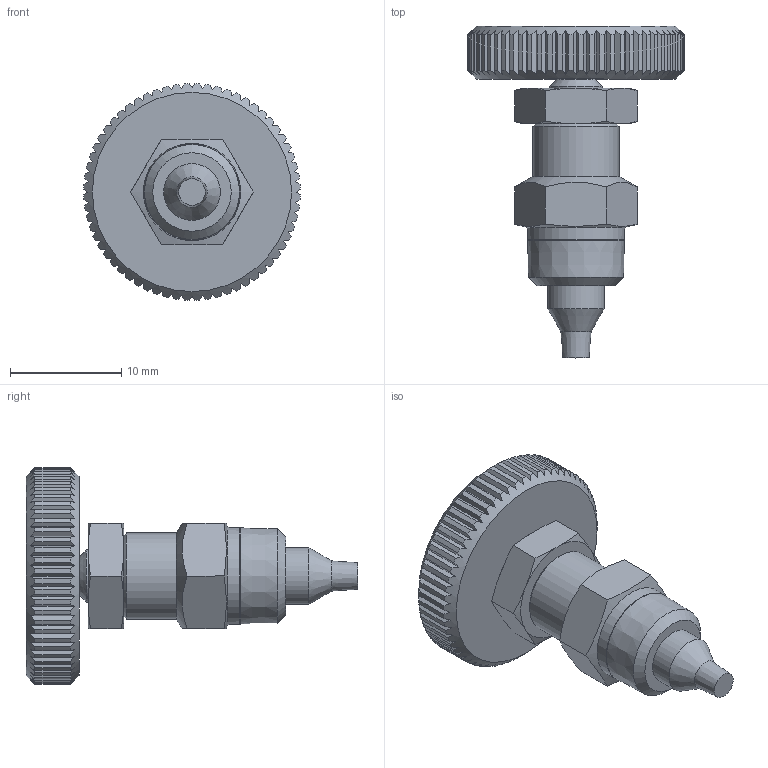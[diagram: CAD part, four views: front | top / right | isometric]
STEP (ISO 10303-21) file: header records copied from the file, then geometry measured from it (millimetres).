
FILE_DESCRIPTION((''),'2;1');
FILE_NAME('nc-10-s_10011-71_RI.stp','2012-06-18T08:06:20',('mmartin'),(''),'Autodesk Inventor 2010','Autodesk Inventor 2010','');
FILE_SCHEMA(('AUTOMOTIVE_DESIGN { 1 0 10303 214 1 1 1 1 }'));
Length unit declared in the file: inch
Products named in the file (1): 10011-71_Shrinkwrap
Bounding box: 19.48 x 29.82 x 19.48 mm (x, y, z)
Volume: 2564.3 mm3; surface area: 1724.5 mm2
Topology: 1 solids, 2 shells, 251 faces, 720 edges, 479 vertices
Faces by surface type: plane 154, cylinder 70, cone 27
Full cylindrical faces by diameter (mm): 3.251 x1, 4.75 x2, 5.093 x1, 7.747 x1, 8.637 x1
Entity records: 8062 total; most frequent: CARTESIAN_POINT 2014, ORIENTED_EDGE 1392, DIRECTION 1092, EDGE_CURVE 696, VERTEX_POINT 474, AXIS2_PLACEMENT_3D 440, EDGE_LOOP 278, FACE_OUTER_BOUND 251
